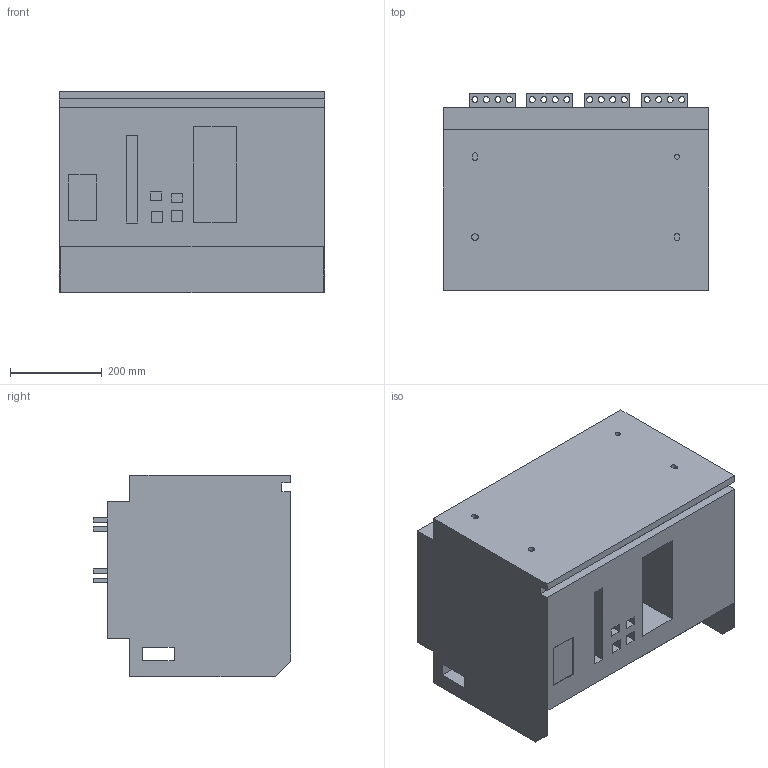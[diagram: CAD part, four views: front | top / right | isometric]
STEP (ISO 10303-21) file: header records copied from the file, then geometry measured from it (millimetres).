
FILE_DESCRIPTION((''),'2;1');
FILE_NAME('NXA32-C-3200-4S','2019-04-25T',('wqli'),(''),'CREO PARAMETRIC BY PTC INC, 2015480','CREO PARAMETRIC BY PTC INC, 2015480','');
FILE_SCHEMA(('CONFIG_CONTROL_DESIGN'));
Length unit declared in the file: millimetre
Products named in the file (1): NXA32-C-3200-4S
Bounding box: 578 x 430 x 438.5 mm (x, y, z)
Volume: 87878287.4 mm3; surface area: 1715776.3 mm2
Topology: 1 solids, 1 shells, 283 faces, 762 edges, 508 vertices
Faces by surface type: plane 147, cylinder 136
Entity records: 9246 total; most frequent: DIRECTION 1600, CARTESIAN_POINT 1553, ORIENTED_EDGE 1524, EDGE_CURVE 762, AXIS2_PLACEMENT_3D 555, VERTEX_POINT 508, VECTOR 490, LINE 490
